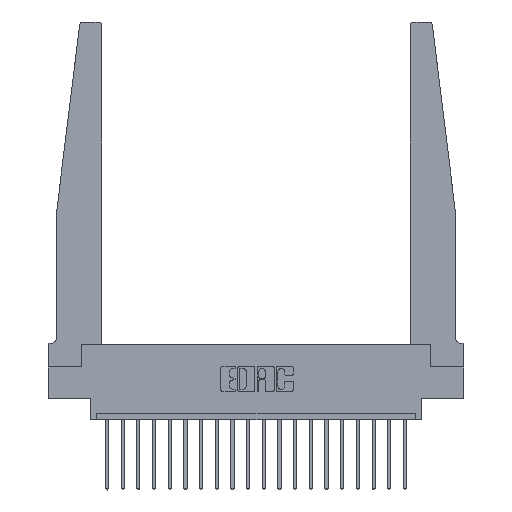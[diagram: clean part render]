
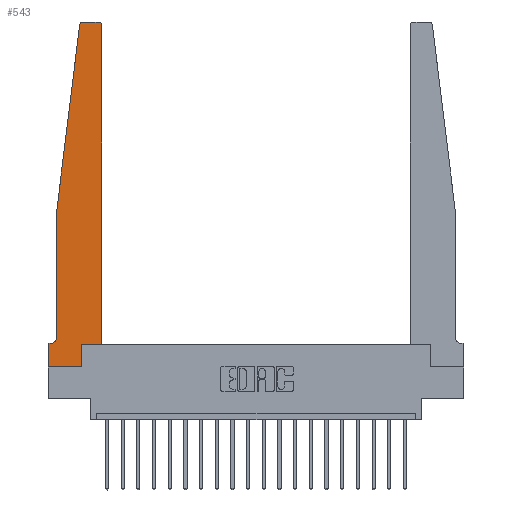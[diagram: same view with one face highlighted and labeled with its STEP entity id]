
A CAD part, top view. The second image highlights one B-rep face of the part: STEP entity #543.
In plain terms, the highlighted planar face has unit normal (0, 0, 1).
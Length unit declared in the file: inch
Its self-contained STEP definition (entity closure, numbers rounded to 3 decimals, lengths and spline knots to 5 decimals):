
#139 = DIRECTION ( 'NONE',  ( 1., 0., 0. ) ) ;
#269 = ORIENTED_EDGE ( 'NONE', *, *, #10643, .T. ) ;
#298 = AXIS2_PLACEMENT_3D ( 'NONE', #14335, #5037, #3310 ) ;
#359 = VERTEX_POINT ( 'NONE', #4954 ) ;
#543 = ADVANCED_FACE ( 'NONE', ( #18533 ), #9228, .T. ) ;
#647 = VECTOR ( 'NONE', #18841, 39.37008 ) ;
#759 = VECTOR ( 'NONE', #16257, 39.37008 ) ;
#893 = AXIS2_PLACEMENT_3D ( 'NONE', #3182, #4849, #139 ) ;
#1013 = VECTOR ( 'NONE', #18193, 39.37008 ) ;
#1073 = DIRECTION ( 'NONE',  ( 1., 0., 0. ) ) ;
#1119 = VERTEX_POINT ( 'NONE', #13652 ) ;
#1172 = LINE ( 'NONE', #14090, #6635 ) ;
#1220 = ORIENTED_EDGE ( 'NONE', *, *, #3698, .T. ) ;
#1410 = CARTESIAN_POINT ( 'NONE',  ( 0.395, 2.75, 0.37 ) ) ;
#1718 = EDGE_CURVE ( 'NONE', #2714, #359, #16003, .T. ) ;
#2006 = VERTEX_POINT ( 'NONE', #11662 ) ;
#2508 = CARTESIAN_POINT ( 'NONE',  ( 0.065, 1.25, 0.37 ) ) ;
#2580 = CARTESIAN_POINT ( 'NONE',  ( 0.25, 2.75, 0.37 ) ) ;
#2714 = VERTEX_POINT ( 'NONE', #1410 ) ;
#2722 = CARTESIAN_POINT ( 'NONE',  ( 0., 0.1875, 0.37 ) ) ;
#3182 = CARTESIAN_POINT ( 'NONE',  ( 0.27653, 2.72, 0.37 ) ) ;
#3189 = DIRECTION ( 'NONE',  ( 0., 0., -1. ) ) ;
#3310 = DIRECTION ( 'NONE',  ( 1., 0., 0. ) ) ;
#3451 = CIRCLE ( 'NONE', #893, 0.03 ) ;
#3599 = EDGE_CURVE ( 'NONE', #7882, #6008, #8218, .T. ) ;
#3613 = ORIENTED_EDGE ( 'NONE', *, *, #15553, .T. ) ;
#3698 = EDGE_CURVE ( 'NONE', #2006, #18725, #5260, .T. ) ;
#3747 = CARTESIAN_POINT ( 'NONE',  ( 0.015, 0.1875, 0.37 ) ) ;
#3976 = LINE ( 'NONE', #19335, #759 ) ;
#4193 = ORIENTED_EDGE ( 'NONE', *, *, #5646, .T. ) ;
#4443 = CARTESIAN_POINT ( 'NONE',  ( 0.2605, 0.18, 0.37 ) ) ;
#4772 = EDGE_CURVE ( 'NONE', #11529, #17895, #11843, .T. ) ;
#4849 = DIRECTION ( 'NONE',  ( 0., 0., 1. ) ) ;
#4954 = CARTESIAN_POINT ( 'NONE',  ( 0.27653, 2.75, 0.37 ) ) ;
#5037 = DIRECTION ( 'NONE',  ( 0., 0., 1. ) ) ;
#5138 = CARTESIAN_POINT ( 'NONE',  ( 0., 0., 0.37 ) ) ;
#5260 = CIRCLE ( 'NONE', #10502, 0.05 ) ;
#5481 = LINE ( 'NONE', #15061, #1013 ) ;
#5646 = EDGE_CURVE ( 'NONE', #359, #1119, #3451, .T. ) ;
#5665 = CARTESIAN_POINT ( 'NONE',  ( 0., 0., 0.37 ) ) ;
#6008 = VERTEX_POINT ( 'NONE', #5665 ) ;
#6499 = VECTOR ( 'NONE', #16627, 39.37008 ) ;
#6514 = VECTOR ( 'NONE', #19206, 39.37008 ) ;
#6635 = VECTOR ( 'NONE', #9568, 39.37008 ) ;
#7430 = LINE ( 'NONE', #13855, #13766 ) ;
#7882 = VERTEX_POINT ( 'NONE', #2722 ) ;
#8218 = LINE ( 'NONE', #5138, #6514 ) ;
#8413 = LINE ( 'NONE', #17847, #20128 ) ;
#8455 = ORIENTED_EDGE ( 'NONE', *, *, #4772, .T. ) ;
#8781 = VERTEX_POINT ( 'NONE', #4443 ) ;
#9228 = PLANE ( 'NONE',  #298 ) ;
#9568 = DIRECTION ( 'NONE',  ( 0., 1., 0. ) ) ;
#10333 = CARTESIAN_POINT ( 'NONE',  ( 0.425, 2.72, 0.37 ) ) ;
#10365 = DIRECTION ( 'NONE',  ( 0., -1., 0. ) ) ;
#10502 = AXIS2_PLACEMENT_3D ( 'NONE', #11084, #3189, #18724 ) ;
#10643 = EDGE_CURVE ( 'NONE', #18725, #7882, #3976, .T. ) ;
#10729 = EDGE_CURVE ( 'NONE', #8781, #11529, #5481, .T. ) ;
#10872 = VERTEX_POINT ( 'NONE', #13883 ) ;
#11084 = CARTESIAN_POINT ( 'NONE',  ( 0.015, 0.2375, 0.37 ) ) ;
#11529 = VERTEX_POINT ( 'NONE', #17187 ) ;
#11662 = CARTESIAN_POINT ( 'NONE',  ( 0.065, 0.2375, 0.37 ) ) ;
#11843 = LINE ( 'NONE', #18344, #17437 ) ;
#12079 = EDGE_LOOP ( 'NONE', ( #18139, #4193, #12421, #3613, #1220, #269, #16165, #18329, #15636, #12642, #8455, #17286 ) ) ;
#12344 = DIRECTION ( 'NONE',  ( 0., 1., 0. ) ) ;
#12421 = ORIENTED_EDGE ( 'NONE', *, *, #13250, .T. ) ;
#12458 = EDGE_CURVE ( 'NONE', #17895, #2714, #14699, .T. ) ;
#12642 = ORIENTED_EDGE ( 'NONE', *, *, #10729, .T. ) ;
#13233 = VERTEX_POINT ( 'NONE', #2508 ) ;
#13250 = EDGE_CURVE ( 'NONE', #1119, #13233, #16113, .T. ) ;
#13479 = AXIS2_PLACEMENT_3D ( 'NONE', #14035, #19513, #14255 ) ;
#13652 = CARTESIAN_POINT ( 'NONE',  ( 0.24675, 2.72367, 0.37 ) ) ;
#13766 = VECTOR ( 'NONE', #1073, 39.37008 ) ;
#13855 = CARTESIAN_POINT ( 'NONE',  ( 0., 0., 0.37 ) ) ;
#13883 = CARTESIAN_POINT ( 'NONE',  ( 0.2605, 0., 0.37 ) ) ;
#14035 = CARTESIAN_POINT ( 'NONE',  ( 0.395, 2.72, 0.37 ) ) ;
#14090 = CARTESIAN_POINT ( 'NONE',  ( 0.2605, 0.18, 0.37 ) ) ;
#14255 = DIRECTION ( 'NONE',  ( 1., 0., 0. ) ) ;
#14335 = CARTESIAN_POINT ( 'NONE',  ( 0., 0.1875, 0.37 ) ) ;
#14699 = CIRCLE ( 'NONE', #13479, 0.03 ) ;
#15061 = CARTESIAN_POINT ( 'NONE',  ( 0.425, 0.18, 0.37 ) ) ;
#15553 = EDGE_CURVE ( 'NONE', #13233, #2006, #8413, .T. ) ;
#15636 = ORIENTED_EDGE ( 'NONE', *, *, #17494, .T. ) ;
#15969 = EDGE_CURVE ( 'NONE', #6008, #10872, #7430, .T. ) ;
#16003 = LINE ( 'NONE', #2580, #6499 ) ;
#16113 = LINE ( 'NONE', #19650, #647 ) ;
#16165 = ORIENTED_EDGE ( 'NONE', *, *, #3599, .T. ) ;
#16257 = DIRECTION ( 'NONE',  ( -1., 0., 0. ) ) ;
#16627 = DIRECTION ( 'NONE',  ( -1., 0., 0. ) ) ;
#17187 = CARTESIAN_POINT ( 'NONE',  ( 0.425, 0.18, 0.37 ) ) ;
#17286 = ORIENTED_EDGE ( 'NONE', *, *, #12458, .T. ) ;
#17437 = VECTOR ( 'NONE', #12344, 39.37008 ) ;
#17494 = EDGE_CURVE ( 'NONE', #10872, #8781, #1172, .T. ) ;
#17847 = CARTESIAN_POINT ( 'NONE',  ( 0.065, 1.25, 0.37 ) ) ;
#17895 = VERTEX_POINT ( 'NONE', #10333 ) ;
#18139 = ORIENTED_EDGE ( 'NONE', *, *, #1718, .T. ) ;
#18193 = DIRECTION ( 'NONE',  ( 1., 0., 0. ) ) ;
#18329 = ORIENTED_EDGE ( 'NONE', *, *, #15969, .T. ) ;
#18344 = CARTESIAN_POINT ( 'NONE',  ( 0.425, 0.18, 0.37 ) ) ;
#18533 = FACE_OUTER_BOUND ( 'NONE', #12079, .T. ) ;
#18724 = DIRECTION ( 'NONE',  ( -1., 0., 0. ) ) ;
#18725 = VERTEX_POINT ( 'NONE', #3747 ) ;
#18841 = DIRECTION ( 'NONE',  ( -0.122, -0.992, 0. ) ) ;
#19206 = DIRECTION ( 'NONE',  ( 0., -1., 0. ) ) ;
#19335 = CARTESIAN_POINT ( 'NONE',  ( 0.065, 0.1875, 0.37 ) ) ;
#19513 = DIRECTION ( 'NONE',  ( 0., 0., 1. ) ) ;
#19650 = CARTESIAN_POINT ( 'NONE',  ( 0.065, 1.25, 0.37 ) ) ;
#20128 = VECTOR ( 'NONE', #10365, 39.37008 ) ;
